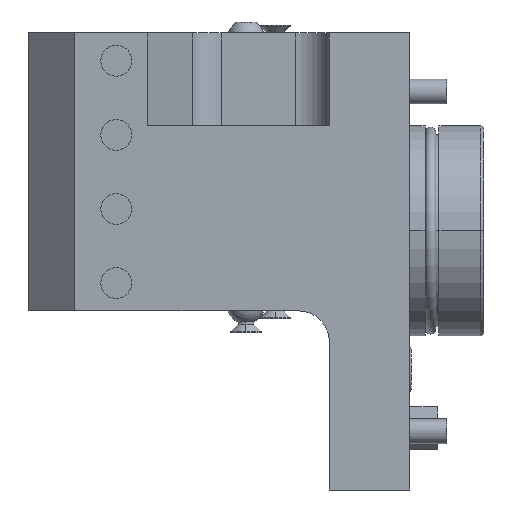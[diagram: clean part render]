
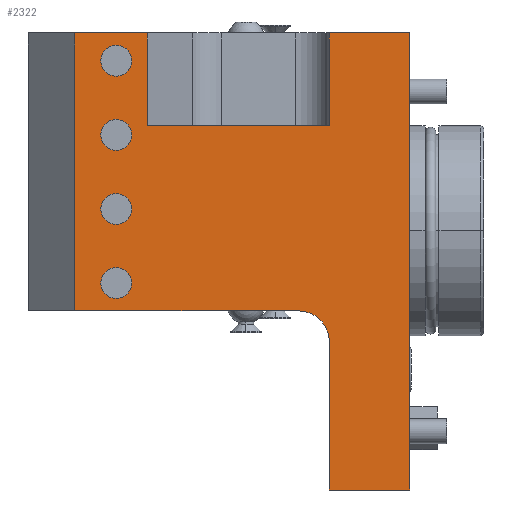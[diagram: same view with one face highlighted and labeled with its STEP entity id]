
A CAD part, front view. The second image highlights one B-rep face of the part: STEP entity #2322.
In plain terms, the highlighted planar face has unit normal (0, -1, 0).
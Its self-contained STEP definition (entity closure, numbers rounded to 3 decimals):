
#5=DIRECTION('',(1.,0.,0.));
#6=VECTOR('',#5,26.);
#7=CARTESIAN_POINT('',(-26.,-42.5,-84.));
#8=LINE('',#7,#6);
#120=CARTESIAN_POINT('',(-36.,-42.5,-36.));
#121=DIRECTION('',(0.,1.,0.));
#122=DIRECTION('',(0.,0.,1.));
#123=AXIS2_PLACEMENT_3D('',#120,#121,#122);
#244=DIRECTION('',(1.,0.,0.));
#245=VECTOR('',#244,23.5);
#246=CARTESIAN_POINT('',(-108.5,-42.5,64.));
#247=LINE('',#246,#245);
#294=DIRECTION('',(1.,0.,0.));
#295=VECTOR('',#294,26.);
#296=CARTESIAN_POINT('',(-26.,-42.5,64.));
#297=LINE('',#296,#295);
#367=DIRECTION('',(0.,0.,1.));
#368=VECTOR('',#367,48.);
#369=CARTESIAN_POINT('',(-26.,-42.5,-84.));
#370=LINE('',#369,#368);
#371=DIRECTION('',(1.,0.,0.));
#372=VECTOR('',#371,72.5);
#373=CARTESIAN_POINT('',(-108.5,-42.5,-26.));
#374=LINE('',#373,#372);
#375=DIRECTION('',(0.,0.,1.));
#376=VECTOR('',#375,90.);
#377=CARTESIAN_POINT('',(-108.5,-42.5,-26.));
#378=LINE('',#377,#376);
#379=DIRECTION('',(0.,0.,1.));
#380=VECTOR('',#379,30.);
#381=CARTESIAN_POINT('',(-85.,-42.5,34.));
#382=LINE('',#381,#380);
#383=DIRECTION('',(1.,0.,0.));
#384=VECTOR('',#383,59.);
#385=CARTESIAN_POINT('',(-85.,-42.5,34.));
#386=LINE('',#385,#384);
#387=DIRECTION('',(0.,0.,-1.));
#388=VECTOR('',#387,30.);
#389=CARTESIAN_POINT('',(-26.,-42.5,64.));
#390=LINE('',#389,#388);
#391=CARTESIAN_POINT('',(-95.,-42.5,55.));
#392=DIRECTION('',(0.,-1.,0.));
#393=DIRECTION('',(0.,0.,1.));
#394=AXIS2_PLACEMENT_3D('',#391,#392,#393);
#396=CARTESIAN_POINT('',(-95.,-42.5,55.));
#397=DIRECTION('',(0.,-1.,0.));
#398=DIRECTION('',(0.,0.,-1.));
#399=AXIS2_PLACEMENT_3D('',#396,#397,#398);
#401=CARTESIAN_POINT('',(-95.,-42.5,31.));
#402=DIRECTION('',(0.,-1.,0.));
#403=DIRECTION('',(0.,0.,1.));
#404=AXIS2_PLACEMENT_3D('',#401,#402,#403);
#406=CARTESIAN_POINT('',(-95.,-42.5,31.));
#407=DIRECTION('',(0.,-1.,0.));
#408=DIRECTION('',(0.,0.,-1.));
#409=AXIS2_PLACEMENT_3D('',#406,#407,#408);
#411=CARTESIAN_POINT('',(-95.,-42.5,7.));
#412=DIRECTION('',(0.,-1.,0.));
#413=DIRECTION('',(0.,0.,1.));
#414=AXIS2_PLACEMENT_3D('',#411,#412,#413);
#416=CARTESIAN_POINT('',(-95.,-42.5,7.));
#417=DIRECTION('',(0.,-1.,0.));
#418=DIRECTION('',(0.,0.,-1.));
#419=AXIS2_PLACEMENT_3D('',#416,#417,#418);
#421=CARTESIAN_POINT('',(-95.,-42.5,-17.));
#422=DIRECTION('',(0.,-1.,0.));
#423=DIRECTION('',(0.,0.,1.));
#424=AXIS2_PLACEMENT_3D('',#421,#422,#423);
#426=CARTESIAN_POINT('',(-95.,-42.5,-17.));
#427=DIRECTION('',(0.,-1.,0.));
#428=DIRECTION('',(0.,0.,-1.));
#429=AXIS2_PLACEMENT_3D('',#426,#427,#428);
#455=DIRECTION('',(0.,0.,1.));
#456=VECTOR('',#455,148.);
#457=CARTESIAN_POINT('',(0.,-42.5,-84.));
#458=LINE('',#457,#456);
#1543=CARTESIAN_POINT('',(0.,-42.5,-84.));
#1545=VERTEX_POINT('',#1543);
#1547=CARTESIAN_POINT('',(0.,-42.5,64.));
#1549=VERTEX_POINT('',#1547);
#1557=CARTESIAN_POINT('',(-108.5,-42.5,64.));
#1558=VERTEX_POINT('',#1557);
#1575=CARTESIAN_POINT('',(-85.,-42.5,34.));
#1576=CARTESIAN_POINT('',(-26.,-42.5,34.));
#1577=VERTEX_POINT('',#1575);
#1578=VERTEX_POINT('',#1576);
#1579=CARTESIAN_POINT('',(-85.,-42.5,64.));
#1580=VERTEX_POINT('',#1579);
#1617=CARTESIAN_POINT('',(-108.5,-42.5,-26.));
#1618=VERTEX_POINT('',#1617);
#1619=CARTESIAN_POINT('',(-26.,-42.5,-84.));
#1621=VERTEX_POINT('',#1619);
#1625=CARTESIAN_POINT('',(-26.,-42.5,64.));
#1626=VERTEX_POINT('',#1625);
#1628=CARTESIAN_POINT('',(-26.,-42.5,-36.));
#1630=VERTEX_POINT('',#1628);
#1632=CARTESIAN_POINT('',(-36.,-42.5,-26.));
#1634=VERTEX_POINT('',#1632);
#1779=CARTESIAN_POINT('',(-95.,-42.5,60.));
#1780=CARTESIAN_POINT('',(-95.,-42.5,50.));
#1781=VERTEX_POINT('',#1779);
#1782=VERTEX_POINT('',#1780);
#1787=CARTESIAN_POINT('',(-95.,-42.5,36.));
#1788=CARTESIAN_POINT('',(-95.,-42.5,26.));
#1789=VERTEX_POINT('',#1787);
#1790=VERTEX_POINT('',#1788);
#1795=CARTESIAN_POINT('',(-95.,-42.5,12.));
#1796=CARTESIAN_POINT('',(-95.,-42.5,2.));
#1797=VERTEX_POINT('',#1795);
#1798=VERTEX_POINT('',#1796);
#1803=CARTESIAN_POINT('',(-95.,-42.5,-12.));
#1804=CARTESIAN_POINT('',(-95.,-42.5,-22.));
#1805=VERTEX_POINT('',#1803);
#1806=VERTEX_POINT('',#1804);
#2276=CARTESIAN_POINT('',(-108.5,-42.5,-84.));
#2277=DIRECTION('',(0.,-1.,0.));
#2278=DIRECTION('',(1.,0.,0.));
#2279=AXIS2_PLACEMENT_3D('',#2276,#2277,#2278);
#2280=PLANE('',#2279);
#2281=ORIENTED_EDGE('',*,*,#1996,.T.);
#2282=ORIENTED_EDGE('',*,*,#2064,.F.);
#2283=ORIENTED_EDGE('',*,*,#2133,.F.);
#2285=ORIENTED_EDGE('',*,*,#2284,.T.);
#2286=ORIENTED_EDGE('',*,*,#2181,.T.);
#2288=ORIENTED_EDGE('',*,*,#2287,.F.);
#2289=ORIENTED_EDGE('',*,*,#2263,.T.);
#2291=ORIENTED_EDGE('',*,*,#2290,.F.);
#2292=ORIENTED_EDGE('',*,*,#2202,.T.);
#2294=ORIENTED_EDGE('',*,*,#2293,.F.);
#2295=ORIENTED_EDGE('',*,*,#1980,.F.);
#2296=EDGE_LOOP('',(#2281,#2282,#2283,#2285,#2286,#2288,#2289,#2291,#2292,#2294,
#2295));
#2297=FACE_OUTER_BOUND('',#2296,.F.);
#2299=ORIENTED_EDGE('',*,*,#2298,.T.);
#2301=ORIENTED_EDGE('',*,*,#2300,.T.);
#2302=EDGE_LOOP('',(#2299,#2301));
#2303=FACE_BOUND('',#2302,.F.);
#2305=ORIENTED_EDGE('',*,*,#2304,.T.);
#2307=ORIENTED_EDGE('',*,*,#2306,.T.);
#2308=EDGE_LOOP('',(#2305,#2307));
#2309=FACE_BOUND('',#2308,.F.);
#2311=ORIENTED_EDGE('',*,*,#2310,.T.);
#2313=ORIENTED_EDGE('',*,*,#2312,.T.);
#2314=EDGE_LOOP('',(#2311,#2313));
#2315=FACE_BOUND('',#2314,.F.);
#2317=ORIENTED_EDGE('',*,*,#2316,.T.);
#2319=ORIENTED_EDGE('',*,*,#2318,.T.);
#2320=EDGE_LOOP('',(#2317,#2319));
#2321=FACE_BOUND('',#2320,.F.);
#2322=ADVANCED_FACE('',(#2297,#2303,#2309,#2315,#2321),#2280,.T.);
#124=CIRCLE('',#123,10.);
#395=CIRCLE('',#394,5.);
#400=CIRCLE('',#399,5.);
#405=CIRCLE('',#404,5.);
#410=CIRCLE('',#409,5.);
#415=CIRCLE('',#414,5.);
#420=CIRCLE('',#419,5.);
#425=CIRCLE('',#424,5.);
#430=CIRCLE('',#429,5.);
#1980=EDGE_CURVE('',#1621,#1545,#8,.T.);
#1996=EDGE_CURVE('',#1621,#1630,#370,.T.);
#2064=EDGE_CURVE('',#1634,#1630,#124,.T.);
#2133=EDGE_CURVE('',#1618,#1634,#374,.T.);
#2181=EDGE_CURVE('',#1558,#1580,#247,.T.);
#2202=EDGE_CURVE('',#1626,#1549,#297,.T.);
#2263=EDGE_CURVE('',#1577,#1578,#386,.T.);
#2284=EDGE_CURVE('',#1618,#1558,#378,.T.);
#2287=EDGE_CURVE('',#1577,#1580,#382,.T.);
#2290=EDGE_CURVE('',#1626,#1578,#390,.T.);
#2293=EDGE_CURVE('',#1545,#1549,#458,.T.);
#2298=EDGE_CURVE('',#1781,#1782,#395,.T.);
#2300=EDGE_CURVE('',#1782,#1781,#400,.T.);
#2304=EDGE_CURVE('',#1789,#1790,#405,.T.);
#2306=EDGE_CURVE('',#1790,#1789,#410,.T.);
#2310=EDGE_CURVE('',#1797,#1798,#415,.T.);
#2312=EDGE_CURVE('',#1798,#1797,#420,.T.);
#2316=EDGE_CURVE('',#1805,#1806,#425,.T.);
#2318=EDGE_CURVE('',#1806,#1805,#430,.T.);
